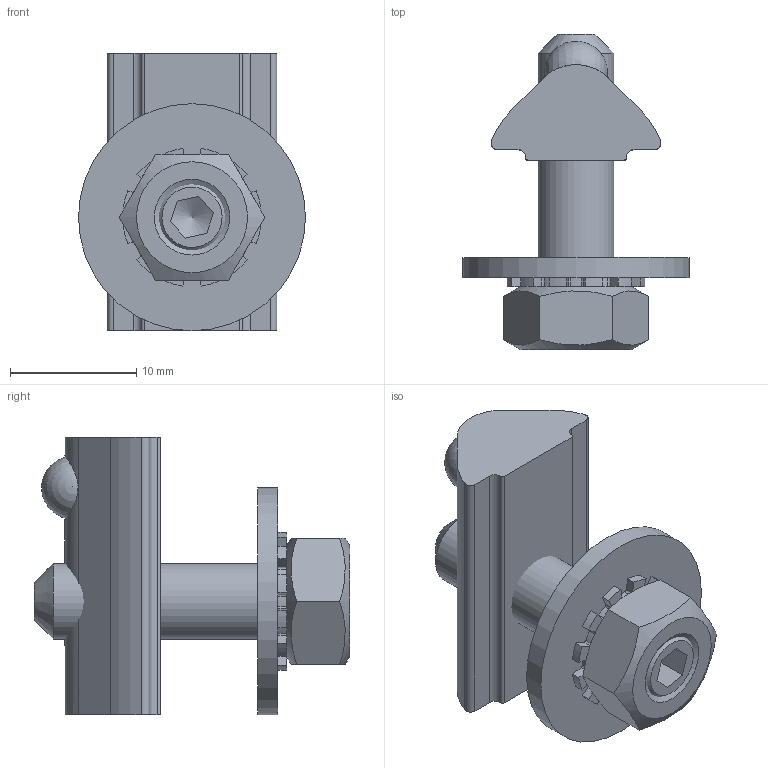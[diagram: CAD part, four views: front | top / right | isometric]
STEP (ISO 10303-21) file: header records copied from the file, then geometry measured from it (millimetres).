
FILE_DESCRIPTION((''),'2;1');
FILE_NAME('SZ6800N_A.stp','2013-09-03T08:37:33',('janine behrens'),(''),'Autodesk Inventor 2012','Autodesk Inventor 2012','');
FILE_SCHEMA(('AUTOMOTIVE_DESIGN { 1 0 10303 214 1 1 1 1 }'));
Length unit declared in the file: millimetre
Products named in the file (9): SZ6800N_A; SV2101V_A; ME1631104_A; MK2402100_A; MK5100000_A; DIN 934 - ersetzt durch DIN EN 24032/28673/28674 M6; DK0916060250_A; DK9021060008_A; DK6798064000
Assembly tree (8 placements, depth 3):
  SZ6800N_A
    SV2101V_A
      ME1631104_A
      MK2402100_A
      MK5100000_A
    DIN 934 - ersetzt durch DIN EN 24032/28673/28674 M6
    DK0916060250_A
    DK9021060008_A
    DK6798064000
Bounding box: 18 x 25 x 22 mm (x, y, z)
Volume: 2675 mm3; surface area: 2826.7 mm2
Topology: 7 solids, 7 shells, 137 faces, 355 edges, 230 vertices
Faces by surface type: cylinder 65, plane 61, cone 9, sphere 1, bspline 1
Full cylindrical faces by diameter (mm): 4.5 x1, 4.917 x2, 5.1 x1, 6 x1, 6.4 x2, 18 x1
Entity records: 5131 total; most frequent: CARTESIAN_POINT 1490, DIRECTION 768, ORIENTED_EDGE 666, EDGE_CURVE 333, AXIS2_PLACEMENT_3D 297, VERTEX_POINT 227, VECTOR 174, LINE 174
